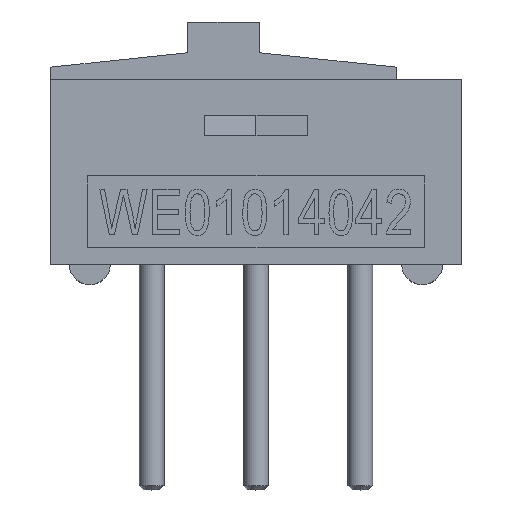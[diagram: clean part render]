
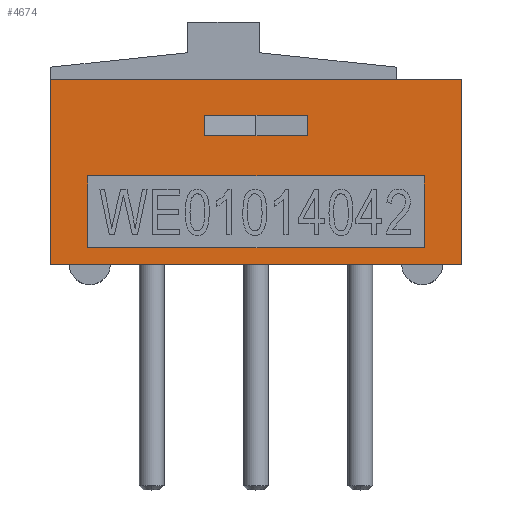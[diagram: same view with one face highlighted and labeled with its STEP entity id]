
A CAD part, top view. The second image highlights one B-rep face of the part: STEP entity #4674.
In plain terms, the highlighted planar face has unit normal (0, 0, 1).
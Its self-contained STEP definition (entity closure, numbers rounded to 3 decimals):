
#20 = DIRECTION ( 'NONE',  ( 1., 0., 0. ) ) ;
#234 = CARTESIAN_POINT ( 'NONE',  ( 1.25, 0.875, 1.25 ) ) ;
#245 = LINE ( 'NONE', #5520, #6498 ) ;
#366 = EDGE_CURVE ( 'NONE', #677, #2239, #9209, .T. ) ;
#473 = CARTESIAN_POINT ( 'NONE',  ( 4.1, -1.85, 1.25 ) ) ;
#677 = VERTEX_POINT ( 'NONE', #4462 ) ;
#733 = VERTEX_POINT ( 'NONE', #5466 ) ;
#748 = PLANE ( 'NONE',  #9638 ) ;
#757 = CARTESIAN_POINT ( 'NONE',  ( 4.1, -0.1, 1.25 ) ) ;
#825 = VECTOR ( 'NONE', #10301, 1000. ) ;
#865 = CARTESIAN_POINT ( 'NONE',  ( 5., 2.25, 1.25 ) ) ;
#926 = FACE_BOUND ( 'NONE', #9025, .T. ) ;
#974 = EDGE_CURVE ( 'NONE', #2069, #677, #9890, .T. ) ;
#1000 = ORIENTED_EDGE ( 'NONE', *, *, #974, .T. ) ;
#1071 = CARTESIAN_POINT ( 'NONE',  ( 4.1, -0.1, 1.25 ) ) ;
#1105 = ORIENTED_EDGE ( 'NONE', *, *, #9576, .F. ) ;
#1330 = DIRECTION ( 'NONE',  ( 0., 1., 0. ) ) ;
#1346 = VERTEX_POINT ( 'NONE', #757 ) ;
#1455 = LINE ( 'NONE', #1071, #3106 ) ;
#1532 = VECTOR ( 'NONE', #7231, 1000. ) ;
#1554 = LINE ( 'NONE', #4533, #8795 ) ;
#1783 = CARTESIAN_POINT ( 'NONE',  ( -1.25, 0.875, 1.25 ) ) ;
#2006 = ORIENTED_EDGE ( 'NONE', *, *, #6620, .F. ) ;
#2013 = EDGE_CURVE ( 'NONE', #7558, #2069, #4274, .T. ) ;
#2069 = VERTEX_POINT ( 'NONE', #8408 ) ;
#2239 = VERTEX_POINT ( 'NONE', #4615 ) ;
#2351 = DIRECTION ( 'NONE',  ( 1., 0., 0. ) ) ;
#2488 = ORIENTED_EDGE ( 'NONE', *, *, #5777, .F. ) ;
#2906 = ORIENTED_EDGE ( 'NONE', *, *, #6148, .F. ) ;
#3106 = VECTOR ( 'NONE', #9173, 1000. ) ;
#3112 = VECTOR ( 'NONE', #7478, 1000. ) ;
#3250 = VECTOR ( 'NONE', #4114, 1000. ) ;
#3293 = EDGE_CURVE ( 'NONE', #733, #4787, #7166, .T. ) ;
#3984 = CARTESIAN_POINT ( 'NONE',  ( 1.25, 1.375, 1.25 ) ) ;
#4114 = DIRECTION ( 'NONE',  ( -1., 0., 0. ) ) ;
#4170 = EDGE_LOOP ( 'NONE', ( #5452, #5514, #2006, #2488 ) ) ;
#4177 = LINE ( 'NONE', #5629, #5614 ) ;
#4274 = LINE ( 'NONE', #6596, #3250 ) ;
#4282 = LINE ( 'NONE', #234, #6771 ) ;
#4462 = CARTESIAN_POINT ( 'NONE',  ( -5., -2.25, 1.25 ) ) ;
#4533 = CARTESIAN_POINT ( 'NONE',  ( 5., -2.25, 1.25 ) ) ;
#4603 = EDGE_CURVE ( 'NONE', #2239, #7558, #1554, .T. ) ;
#4615 = CARTESIAN_POINT ( 'NONE',  ( 5., -2.25, 1.25 ) ) ;
#4674 = ADVANCED_FACE ( 'NONE', ( #4892, #926, #5933 ), #748, .T. ) ;
#4725 = CARTESIAN_POINT ( 'NONE',  ( -4.1, -1.85, 1.25 ) ) ;
#4731 = EDGE_LOOP ( 'NONE', ( #1000, #9399, #7222, #8217 ) ) ;
#4787 = VERTEX_POINT ( 'NONE', #9948 ) ;
#4892 = FACE_BOUND ( 'NONE', #4170, .T. ) ;
#5452 = ORIENTED_EDGE ( 'NONE', *, *, #7892, .F. ) ;
#5466 = CARTESIAN_POINT ( 'NONE',  ( -1.25, 1.375, 1.25 ) ) ;
#5514 = ORIENTED_EDGE ( 'NONE', *, *, #10274, .F. ) ;
#5520 = CARTESIAN_POINT ( 'NONE',  ( 1.25, 0.875, 1.25 ) ) ;
#5614 = VECTOR ( 'NONE', #20, 1000. ) ;
#5629 = CARTESIAN_POINT ( 'NONE',  ( 4.1, -1.85, 1.25 ) ) ;
#5777 = EDGE_CURVE ( 'NONE', #10037, #9433, #4177, .T. ) ;
#5933 = FACE_OUTER_BOUND ( 'NONE', #4731, .T. ) ;
#6148 = EDGE_CURVE ( 'NONE', #4787, #10625, #4282, .T. ) ;
#6454 = CARTESIAN_POINT ( 'NONE',  ( 0., 0., 1.25 ) ) ;
#6498 = VECTOR ( 'NONE', #1330, 1000. ) ;
#6596 = CARTESIAN_POINT ( 'NONE',  ( 5., 2.25, 1.25 ) ) ;
#6620 = EDGE_CURVE ( 'NONE', #9433, #1346, #8036, .T. ) ;
#6680 = DIRECTION ( 'NONE',  ( 0., -1., 0. ) ) ;
#6771 = VECTOR ( 'NONE', #9279, 1000. ) ;
#7049 = EDGE_CURVE ( 'NONE', #8899, #733, #8809, .T. ) ;
#7166 = LINE ( 'NONE', #1783, #10246 ) ;
#7222 = ORIENTED_EDGE ( 'NONE', *, *, #4603, .T. ) ;
#7231 = DIRECTION ( 'NONE',  ( 0., -1., 0. ) ) ;
#7251 = ORIENTED_EDGE ( 'NONE', *, *, #3293, .F. ) ;
#7314 = DIRECTION ( 'NONE',  ( 0., 0., 1. ) ) ;
#7444 = DIRECTION ( 'NONE',  ( -1., 0., 0. ) ) ;
#7478 = DIRECTION ( 'NONE',  ( 1., 0., 0. ) ) ;
#7506 = DIRECTION ( 'NONE',  ( 0., -1., 0. ) ) ;
#7558 = VERTEX_POINT ( 'NONE', #865 ) ;
#7892 = EDGE_CURVE ( 'NONE', #8072, #10037, #10311, .T. ) ;
#8036 = LINE ( 'NONE', #473, #825 ) ;
#8048 = CARTESIAN_POINT ( 'NONE',  ( -4.1, -1.85, 1.25 ) ) ;
#8072 = VERTEX_POINT ( 'NONE', #8589 ) ;
#8085 = VECTOR ( 'NONE', #6680, 1000. ) ;
#8217 = ORIENTED_EDGE ( 'NONE', *, *, #2013, .T. ) ;
#8383 = CARTESIAN_POINT ( 'NONE',  ( 1.25, 1.375, 1.25 ) ) ;
#8408 = CARTESIAN_POINT ( 'NONE',  ( -5., 2.25, 1.25 ) ) ;
#8589 = CARTESIAN_POINT ( 'NONE',  ( -4.1, -0.1, 1.25 ) ) ;
#8795 = VECTOR ( 'NONE', #8905, 1000. ) ;
#8809 = LINE ( 'NONE', #8383, #9835 ) ;
#8899 = VERTEX_POINT ( 'NONE', #3984 ) ;
#8905 = DIRECTION ( 'NONE',  ( 0., 1., 0. ) ) ;
#9025 = EDGE_LOOP ( 'NONE', ( #7251, #9682, #1105, #2906 ) ) ;
#9069 = CARTESIAN_POINT ( 'NONE',  ( 5., -2.25, 1.25 ) ) ;
#9173 = DIRECTION ( 'NONE',  ( -1., 0., 0. ) ) ;
#9209 = LINE ( 'NONE', #9069, #3112 ) ;
#9219 = CARTESIAN_POINT ( 'NONE',  ( -5., -2.25, 1.25 ) ) ;
#9279 = DIRECTION ( 'NONE',  ( 1., 0., 0. ) ) ;
#9281 = CARTESIAN_POINT ( 'NONE',  ( 4.1, -1.85, 1.25 ) ) ;
#9399 = ORIENTED_EDGE ( 'NONE', *, *, #366, .T. ) ;
#9433 = VERTEX_POINT ( 'NONE', #9281 ) ;
#9576 = EDGE_CURVE ( 'NONE', #10625, #8899, #245, .T. ) ;
#9638 = AXIS2_PLACEMENT_3D ( 'NONE', #6454, #7314, #2351 ) ;
#9682 = ORIENTED_EDGE ( 'NONE', *, *, #7049, .F. ) ;
#9835 = VECTOR ( 'NONE', #7444, 1000. ) ;
#9890 = LINE ( 'NONE', #9219, #8085 ) ;
#9948 = CARTESIAN_POINT ( 'NONE',  ( -1.25, 0.875, 1.25 ) ) ;
#9957 = CARTESIAN_POINT ( 'NONE',  ( 1.25, 0.875, 1.25 ) ) ;
#10037 = VERTEX_POINT ( 'NONE', #8048 ) ;
#10246 = VECTOR ( 'NONE', #7506, 1000. ) ;
#10274 = EDGE_CURVE ( 'NONE', #1346, #8072, #1455, .T. ) ;
#10301 = DIRECTION ( 'NONE',  ( 0., 1., 0. ) ) ;
#10311 = LINE ( 'NONE', #4725, #1532 ) ;
#10625 = VERTEX_POINT ( 'NONE', #9957 ) ;
